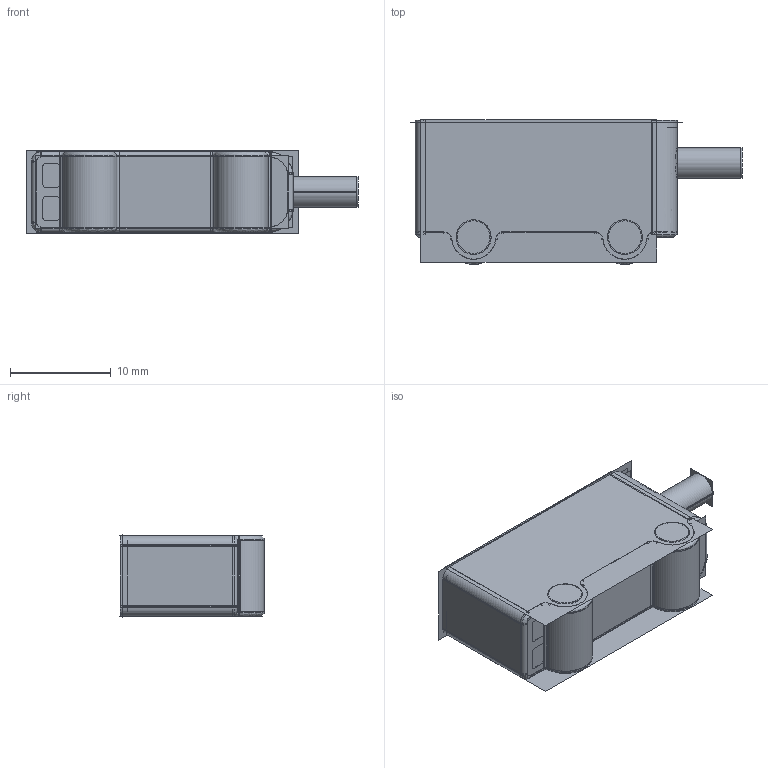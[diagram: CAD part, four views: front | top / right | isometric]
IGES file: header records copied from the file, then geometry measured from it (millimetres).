
Start section:  PTC IGES file: 232491_sm01.igs
Global section: file name: 232491_sm01.igs; native system: Creo Parametric by PTC Inc.; preprocessor: 2019292; author: PDMAdmin; organization: Unknown; date: 20221205.090516; units: millimetre
Bounding box: 32.95 x 14.37 x 8.32 mm (x, y, z)
Volume: 2418.2 mm3; surface area: 7135 mm2
Topology: 1 solids, 5 shells, 290 faces, 1494 edges, 1912 vertices
Faces by surface type: revolution 200, bspline 90
